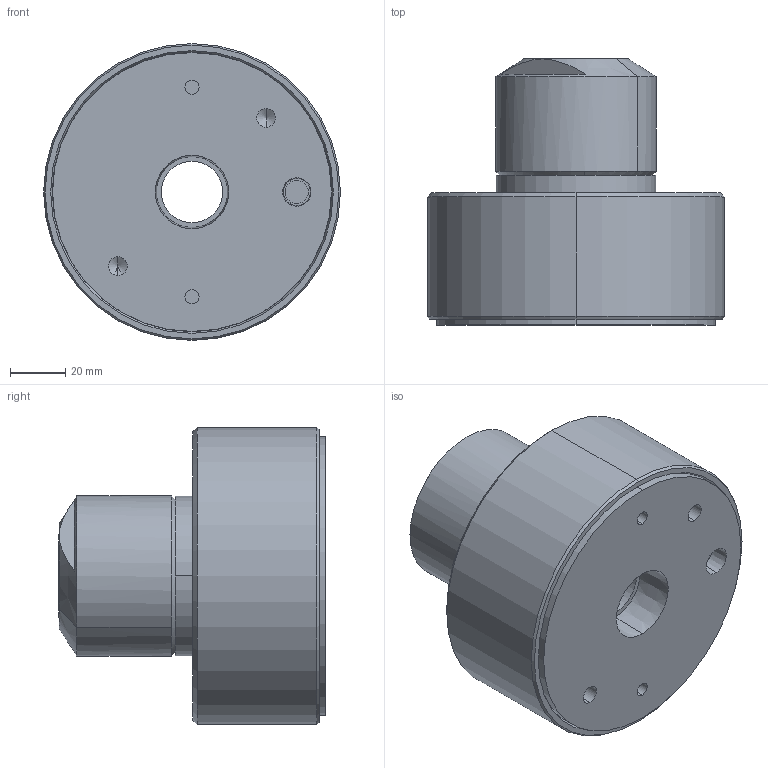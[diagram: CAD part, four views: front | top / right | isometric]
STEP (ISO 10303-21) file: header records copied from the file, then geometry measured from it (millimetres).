
FILE_DESCRIPTION (( 'STEP AP214' ), '1' );
FILE_NAME ('CTSC-001918.STEP', '2025-01-23T14:59:04', ( '' ), ( '' ), 'SwSTEP 2.0', 'SolidWorks 2023', '' );
FILE_SCHEMA (( 'AUTOMOTIVE_DESIGN' ));
Length unit declared in the file: inch
Products named in the file (1): CTSC-001918
Bounding box: 107.95 x 96.85 x 107.95 mm (x, y, z)
Volume: 517548.8 mm3; surface area: 60798.4 mm2
Topology: 1 solids, 2 shells, 82 faces, 184 edges, 116 vertices
Faces by surface type: cylinder 31, plane 28, cone 20, torus 3
Entity records: 2963 total; most frequent: CARTESIAN_POINT 457, DIRECTION 435, ORIENTED_EDGE 360, AXIS2_PLACEMENT_3D 182, EDGE_CURVE 180, VERTEX_POINT 116, EDGE_LOOP 100, CIRCLE 99
